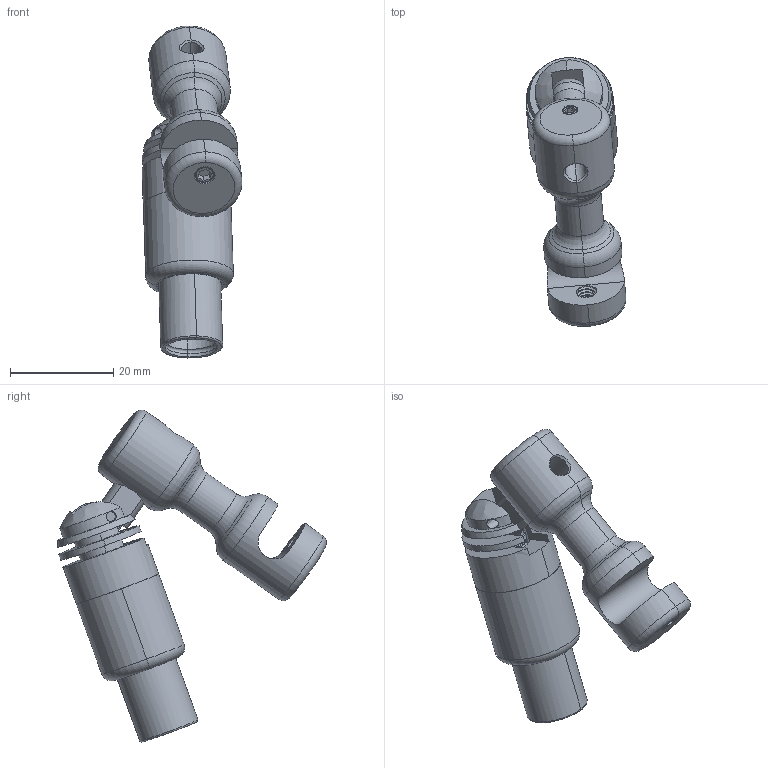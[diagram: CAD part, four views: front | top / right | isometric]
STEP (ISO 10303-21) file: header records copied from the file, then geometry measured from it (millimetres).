
FILE_DESCRIPTION (( 'STEP AP203' ), '1' );
FILE_NAME ('L-MGSP-10.STEP', '2024-11-18T08:44:51', ( '' ), ( '' ), 'SwSTEP 2.0', 'SolidWorks 2024', '' );
FILE_SCHEMA (( 'CONFIG_CONTROL_DESIGN' ));
Length unit declared in the file: millimetre
Products named in the file (16): MT-4-19-V1; MT-2-6-V3; KL-D10-3-V1; MT-2-30-V1; L-MGSP-10; B113-V2; MT-2-7-V3; Cross Recess Head Screw  M1-4mm; MT-2-31-V1; Hexagon socket socket set screw M3-3; Fixed axis; MT-2-32-V1; MT-2-4-V2; MT-2-22-V1; MT-2-14-V2; Hexagon socket socket set screw-M4-3
Assembly tree (16 placements, depth 2):
  L-MGSP-10
    MT-2-30-V1
    MT-2-31-V1
    MT-2-14-V2
    MT-2-4-V2
    KL-D10-3-V1
    MT-2-6-V3
    MT-2-7-V3
    MT-2-32-V1
    Cross Recess Head Screw  M1-4mm  x2
    MT-4-19-V1
    B113-V2
    MT-2-22-V1
    Fixed axis
    Hexagon socket socket set screw M3-3
    Hexagon socket socket set screw-M4-3
Bounding box: 19.33 x 52.04 x 64.27 mm (x, y, z)
Volume: 11262.7 mm3; surface area: 11506.1 mm2
Topology: 23 solids, 23 shells, 711 faces, 1845 edges, 1182 vertices
Faces by surface type: cylinder 343, plane 177, bspline 105, torus 44, cone 34, sphere 8
Entity records: 45883 total; most frequent: CARTESIAN_POINT 29233, ORIENTED_EDGE 3560, DIRECTION 2688, EDGE_CURVE 1780, VERTEX_POINT 1143, AXIS2_PLACEMENT_3D 1024, EDGE_LOOP 723, ADVANCED_FACE 685
